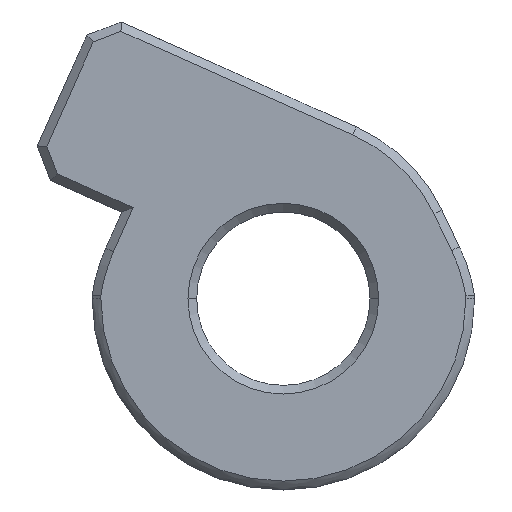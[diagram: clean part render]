
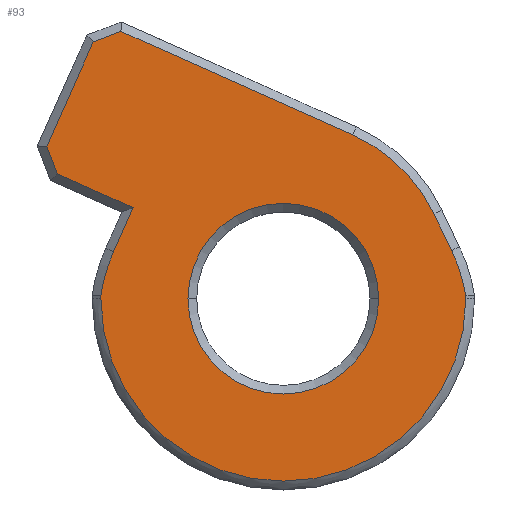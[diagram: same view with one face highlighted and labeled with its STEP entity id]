
A CAD part, top view. The second image highlights one B-rep face of the part: STEP entity #93.
In plain terms, the highlighted planar face has unit normal (0, 0, 1).
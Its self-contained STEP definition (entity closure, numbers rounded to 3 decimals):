
#1 = CIRCLE ( 'NONE', #295, 9.5 ) ;
#20 = CIRCLE ( 'NONE', #312, 10.526 ) ;
#48 = CIRCLE ( 'NONE', #316, 5.5 ) ;
#54 = VECTOR ( 'NONE', #88, 1000. ) ;
#59 = EDGE_CURVE ( 'NONE', #879, #375, #328, .T. ) ;
#68 = CARTESIAN_POINT ( 'NONE',  ( -13.035, 7.198, 0. ) ) ;
#88 = DIRECTION ( 'NONE',  ( 0.934, 0.357, 0. ) ) ;
#90 = EDGE_CURVE ( 'NONE', #879, #1093, #282, .T. ) ;
#93 = ADVANCED_FACE ( 'NONE', ( #286, #307 ), #1190, .F. ) ;
#101 = LINE ( 'NONE', #112, #54 ) ;
#112 = CARTESIAN_POINT ( 'NONE',  ( -9.173, 15.49, 0. ) ) ;
#127 = VERTEX_POINT ( 'NONE', #1132 ) ;
#164 = AXIS2_PLACEMENT_3D ( 'NONE', #394, #388, #381 ) ;
#204 = AXIS2_PLACEMENT_3D ( 'NONE', #683, #678, #679 ) ;
#213 = AXIS2_PLACEMENT_3D ( 'NONE', #795, #797, #792 ) ;
#232 = AXIS2_PLACEMENT_3D ( 'NONE', #840, #838, #836 ) ;
#252 = VECTOR ( 'NONE', #343, 1000. ) ;
#275 = DIRECTION ( 'NONE',  ( 1., 0., 0. ) ) ;
#279 = CARTESIAN_POINT ( 'NONE',  ( -19.717, -4.809, 0. ) ) ;
#282 = CIRCLE ( 'NONE', #997, 10.526 ) ;
#283 = LINE ( 'NONE', #279, #252 ) ;
#286 = FACE_BOUND ( 'NONE', #514, .T. ) ;
#287 = EDGE_CURVE ( 'NONE', #573, #1112, #48, .T. ) ;
#293 = VERTEX_POINT ( 'NONE', #913 ) ;
#295 = AXIS2_PLACEMENT_3D ( 'NONE', #873, #888, #886 ) ;
#302 = EDGE_CURVE ( 'NONE', #1093, #935, #20, .T. ) ;
#307 = FACE_OUTER_BOUND ( 'NONE', #747, .T. ) ;
#312 = AXIS2_PLACEMENT_3D ( 'NONE', #903, #897, #901 ) ;
#316 = AXIS2_PLACEMENT_3D ( 'NONE', #918, #916, #908 ) ;
#328 = LINE ( 'NONE', #391, #352 ) ;
#330 = EDGE_CURVE ( 'NONE', #293, #641, #1, .T. ) ;
#335 = DIRECTION ( 'NONE',  ( 1., 0., 0. ) ) ;
#343 = DIRECTION ( 'NONE',  ( 0.408, 0.913, 0. ) ) ;
#352 = VECTOR ( 'NONE', #660, 1000. ) ;
#356 = VERTEX_POINT ( 'NONE', #870 ) ;
#360 = ORIENTED_EDGE ( 'NONE', *, *, #364, .F. ) ;
#364 = EDGE_CURVE ( 'NONE', #127, #293, #1079, .T. ) ;
#371 = ORIENTED_EDGE ( 'NONE', *, *, #400, .F. ) ;
#372 = ORIENTED_EDGE ( 'NONE', *, *, #1258, .F. ) ;
#375 = VERTEX_POINT ( 'NONE', #867 ) ;
#376 = CIRCLE ( 'NONE', #164, 9.5 ) ;
#381 = DIRECTION ( 'NONE',  ( 1., 0., 0. ) ) ;
#382 = ORIENTED_EDGE ( 'NONE', *, *, #1231, .F. ) ;
#385 = ORIENTED_EDGE ( 'NONE', *, *, #1187, .F. ) ;
#388 = DIRECTION ( 'NONE',  ( 0., 0., -1. ) ) ;
#391 = CARTESIAN_POINT ( 'NONE',  ( -15.999, 0.238, 0. ) ) ;
#393 = ORIENTED_EDGE ( 'NONE', *, *, #613, .F. ) ;
#394 = CARTESIAN_POINT ( 'NONE',  ( -1.12, -1.173, 0. ) ) ;
#399 = ORIENTED_EDGE ( 'NONE', *, *, #772, .F. ) ;
#400 = EDGE_CURVE ( 'NONE', #1102, #127, #1053, .T. ) ;
#406 = ORIENTED_EDGE ( 'NONE', *, *, #330, .F. ) ;
#411 = ORIENTED_EDGE ( 'NONE', *, *, #652, .F. ) ;
#413 = CARTESIAN_POINT ( 'NONE',  ( 0., 0., 0. ) ) ;
#418 = ORIENTED_EDGE ( 'NONE', *, *, #287, .F. ) ;
#424 = ORIENTED_EDGE ( 'NONE', *, *, #720, .F. ) ;
#438 = ORIENTED_EDGE ( 'NONE', *, *, #1153, .F. ) ;
#450 = ORIENTED_EDGE ( 'NONE', *, *, #59, .F. ) ;
#453 = EDGE_CURVE ( 'NONE', #935, #641, #1075, .T. ) ;
#460 = ORIENTED_EDGE ( 'NONE', *, *, #90, .T. ) ;
#471 = ORIENTED_EDGE ( 'NONE', *, *, #302, .T. ) ;
#487 = ORIENTED_EDGE ( 'NONE', *, *, #453, .T. ) ;
#489 = CARTESIAN_POINT ( 'NONE',  ( 3.994, 9.452, 0. ) ) ;
#492 = CARTESIAN_POINT ( 'NONE',  ( 5.5, 0., 0. ) ) ;
#496 = CARTESIAN_POINT ( 'NONE',  ( -4.245, -11.716, 0. ) ) ;
#500 = CARTESIAN_POINT ( 'NONE',  ( -10.526, 0., 0. ) ) ;
#505 = VECTOR ( 'NONE', #574, 1000. ) ;
#513 = CARTESIAN_POINT ( 'NONE',  ( -10.961, 14.806, 0. ) ) ;
#514 = EDGE_LOOP ( 'NONE', ( #418, #393 ) ) ;
#517 = CARTESIAN_POINT ( 'NONE',  ( 10.526, 0., 0. ) ) ;
#520 = LINE ( 'NONE', #580, #505 ) ;
#526 = CARTESIAN_POINT ( 'NONE',  ( -13.645, 8.792, 0. ) ) ;
#527 = CARTESIAN_POINT ( 'NONE',  ( -9.366, 15.416, 0. ) ) ;
#546 = VECTOR ( 'NONE', #628, 1000. ) ;
#547 = CARTESIAN_POINT ( 'NONE',  ( -10.525, 0.157, 0. ) ) ;
#566 = CARTESIAN_POINT ( 'NONE',  ( -8.658, 5.244, 0. ) ) ;
#573 = VERTEX_POINT ( 'NONE', #749 ) ;
#574 = DIRECTION ( 'NONE',  ( -0.357, 0.934, 0. ) ) ;
#580 = CARTESIAN_POINT ( 'NONE',  ( -13.719, 8.986, 0. ) ) ;
#593 = LINE ( 'NONE', #621, #546 ) ;
#613 = EDGE_CURVE ( 'NONE', #1112, #573, #711, .T. ) ;
#621 = CARTESIAN_POINT ( 'NONE',  ( -14.238, -7.254, 0. ) ) ;
#628 = DIRECTION ( 'NONE',  ( 0.408, 0.913, 0. ) ) ;
#641 = VERTEX_POINT ( 'NONE', #667 ) ;
#643 = VECTOR ( 'NONE', #677, 1000. ) ;
#652 = EDGE_CURVE ( 'NONE', #775, #1235, #680, .T. ) ;
#660 = DIRECTION ( 'NONE',  ( -1., 0.015, 0. ) ) ;
#667 = CARTESIAN_POINT ( 'NONE',  ( 10.525, 0.157, 0. ) ) ;
#669 = CARTESIAN_POINT ( 'NONE',  ( 1.335, 0.783, 0. ) ) ;
#677 = DIRECTION ( 'NONE',  ( -0.913, 0.408, 0. ) ) ;
#678 = DIRECTION ( 'NONE',  ( 0., 0., 1. ) ) ;
#679 = DIRECTION ( 'NONE',  ( 1., 0., 0. ) ) ;
#680 = LINE ( 'NONE', #669, #643 ) ;
#683 = CARTESIAN_POINT ( 'NONE',  ( 0., 0., 0. ) ) ;
#711 = CIRCLE ( 'NONE', #204, 5.5 ) ;
#720 = EDGE_CURVE ( 'NONE', #356, #775, #593, .T. ) ;
#747 = EDGE_LOOP ( 'NONE', ( #406, #360, #371, #372, #382, #385, #399, #411, #424, #438, #450, #460, #471, #487 ) ) ;
#749 = CARTESIAN_POINT ( 'NONE',  ( -5.5, 0., 0. ) ) ;
#772 = EDGE_CURVE ( 'NONE', #1235, #857, #520, .T. ) ;
#775 = VERTEX_POINT ( 'NONE', #566 ) ;
#792 = DIRECTION ( 'NONE',  ( 1., 0., 0. ) ) ;
#795 = CARTESIAN_POINT ( 'NONE',  ( 0., 0., 0. ) ) ;
#797 = DIRECTION ( 'NONE',  ( 0., 0., 1. ) ) ;
#836 = DIRECTION ( 'NONE',  ( 1., 0., 0. ) ) ;
#838 = DIRECTION ( 'NONE',  ( 0., 0., -1. ) ) ;
#840 = CARTESIAN_POINT ( 'NONE',  ( 0.121, 0.777, 0. ) ) ;
#857 = VERTEX_POINT ( 'NONE', #526 ) ;
#863 = DIRECTION ( 'NONE',  ( 0.434, -0.901, 0. ) ) ;
#867 = CARTESIAN_POINT ( 'NONE',  ( -10.526, 0.157, 0. ) ) ;
#868 = CARTESIAN_POINT ( 'NONE',  ( 12.742, -3.535, 0. ) ) ;
#870 = CARTESIAN_POINT ( 'NONE',  ( -9.794, 2.7, 0. ) ) ;
#873 = CARTESIAN_POINT ( 'NONE',  ( 1.145, -1.35, 0. ) ) ;
#879 = VERTEX_POINT ( 'NONE', #547 ) ;
#886 = DIRECTION ( 'NONE',  ( 1., 0., 0. ) ) ;
#888 = DIRECTION ( 'NONE',  ( 0., 0., -1. ) ) ;
#897 = DIRECTION ( 'NONE',  ( 0., 0., 1. ) ) ;
#899 = DIRECTION ( 'NONE',  ( 0., 0., -1. ) ) ;
#901 = DIRECTION ( 'NONE',  ( 1., 0., 0. ) ) ;
#903 = CARTESIAN_POINT ( 'NONE',  ( 0., 0., 0. ) ) ;
#908 = DIRECTION ( 'NONE',  ( 1., 0., 0. ) ) ;
#913 = CARTESIAN_POINT ( 'NONE',  ( 9.704, 2.772, 0. ) ) ;
#916 = DIRECTION ( 'NONE',  ( 0., 0., 1. ) ) ;
#918 = CARTESIAN_POINT ( 'NONE',  ( 0., 0., 0. ) ) ;
#935 = VERTEX_POINT ( 'NONE', #517 ) ;
#936 = AXIS2_PLACEMENT_3D ( 'NONE', #496, #899, #275 ) ;
#944 = VERTEX_POINT ( 'NONE', #513 ) ;
#961 = VERTEX_POINT ( 'NONE', #527 ) ;
#997 = AXIS2_PLACEMENT_3D ( 'NONE', #413, #1030, #335 ) ;
#1030 = DIRECTION ( 'NONE',  ( 0., 0., 1. ) ) ;
#1053 = CIRCLE ( 'NONE', #232, 9.5 ) ;
#1075 = CIRCLE ( 'NONE', #213, 10.526 ) ;
#1077 = VECTOR ( 'NONE', #863, 1000. ) ;
#1079 = LINE ( 'NONE', #868, #1077 ) ;
#1093 = VERTEX_POINT ( 'NONE', #500 ) ;
#1102 = VERTEX_POINT ( 'NONE', #489 ) ;
#1112 = VERTEX_POINT ( 'NONE', #492 ) ;
#1132 = CARTESIAN_POINT ( 'NONE',  ( 8.68, 4.899, 0. ) ) ;
#1137 = DIRECTION ( 'NONE',  ( 0.913, -0.408, 0. ) ) ;
#1152 = VECTOR ( 'NONE', #1137, 1000. ) ;
#1153 = EDGE_CURVE ( 'NONE', #375, #356, #376, .T. ) ;
#1155 = CARTESIAN_POINT ( 'NONE',  ( 5.004, 9.001, 0. ) ) ;
#1187 = EDGE_CURVE ( 'NONE', #857, #944, #283, .T. ) ;
#1190 = PLANE ( 'NONE',  #936 ) ;
#1211 = LINE ( 'NONE', #1155, #1152 ) ;
#1231 = EDGE_CURVE ( 'NONE', #944, #961, #101, .T. ) ;
#1235 = VERTEX_POINT ( 'NONE', #68 ) ;
#1258 = EDGE_CURVE ( 'NONE', #961, #1102, #1211, .T. ) ;
